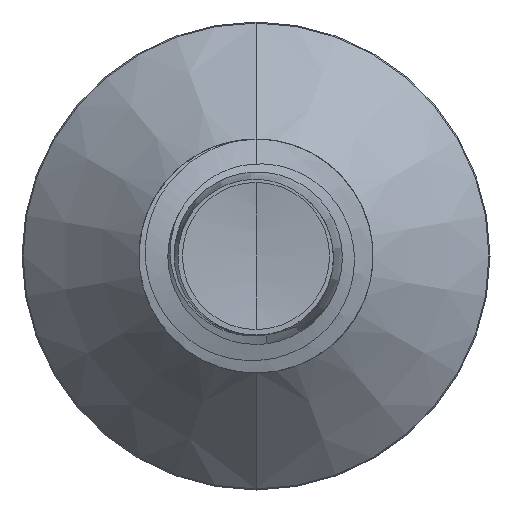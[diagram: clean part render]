
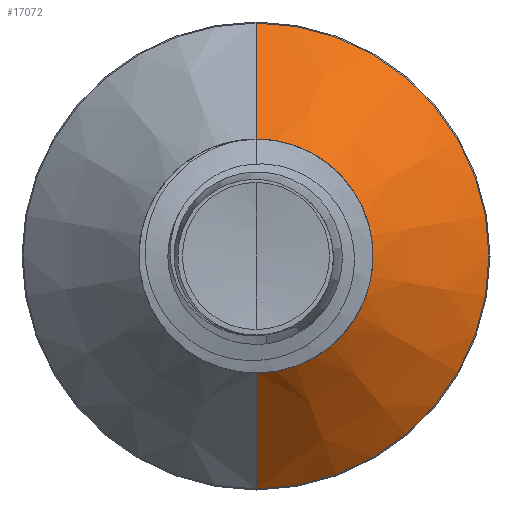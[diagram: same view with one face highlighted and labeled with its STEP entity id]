
A CAD part, front view. The second image highlights one B-rep face of the part: STEP entity #17072.
In plain terms, the highlighted conical face has half-angle 45 degrees and reference radius 0.996 mm.
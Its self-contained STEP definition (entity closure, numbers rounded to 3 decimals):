
#312 = CARTESIAN_POINT ( 'NONE',  ( 0., 6.641, 0. ) ) ;
#315 = DIRECTION ( 'NONE',  ( 0., 1., 0. ) ) ;
#363 = AXIS2_PLACEMENT_3D ( 'NONE', #312, #315, #373 ) ;
#373 = DIRECTION ( 'NONE',  ( 0., 0., 1. ) ) ;
#753 = ORIENTED_EDGE ( 'NONE', *, *, #20452, .T. ) ;
#810 = ORIENTED_EDGE ( 'NONE', *, *, #1611, .F. ) ;
#889 = CARTESIAN_POINT ( 'NONE',  ( 0., 5.646, -0.996 ) ) ;
#1611 = EDGE_CURVE ( 'NONE', #3884, #1883, #12491, .T. ) ;
#1824 = DIRECTION ( 'NONE',  ( 0., 0., 1. ) ) ;
#1883 = VERTEX_POINT ( 'NONE', #3522 ) ;
#2569 = VECTOR ( 'NONE', #9733, 1000. ) ;
#2904 = DIRECTION ( 'NONE',  ( 0., 0.707, -0.707 ) ) ;
#3259 = CARTESIAN_POINT ( 'NONE',  ( 0., 5.646, 0.996 ) ) ;
#3405 = CARTESIAN_POINT ( 'NONE',  ( 0., 6.641, 1.991 ) ) ;
#3522 = CARTESIAN_POINT ( 'NONE',  ( 0., 6.641, -1.991 ) ) ;
#3707 = VERTEX_POINT ( 'NONE', #3259 ) ;
#3884 = VERTEX_POINT ( 'NONE', #3405 ) ;
#4782 = CARTESIAN_POINT ( 'NONE',  ( 0., 5.646, 0. ) ) ;
#5586 = CARTESIAN_POINT ( 'NONE',  ( 0., 5.646, -0.996 ) ) ;
#6098 = CIRCLE ( 'NONE', #19389, 0.996 ) ;
#6552 = VECTOR ( 'NONE', #2904, 1000. ) ;
#6594 = EDGE_LOOP ( 'NONE', ( #9461, #753, #810, #8041 ) ) ;
#6654 = DIRECTION ( 'NONE',  ( 0., 0., 1. ) ) ;
#8041 = ORIENTED_EDGE ( 'NONE', *, *, #17488, .F. ) ;
#9307 = AXIS2_PLACEMENT_3D ( 'NONE', #18451, #9514, #1824 ) ;
#9461 = ORIENTED_EDGE ( 'NONE', *, *, #14838, .T. ) ;
#9514 = DIRECTION ( 'NONE',  ( 0., 1., 0. ) ) ;
#9733 = DIRECTION ( 'NONE',  ( 0., 0.707, 0.707 ) ) ;
#11104 = LINE ( 'NONE', #889, #6552 ) ;
#12158 = VERTEX_POINT ( 'NONE', #5586 ) ;
#12491 = CIRCLE ( 'NONE', #363, 1.991 ) ;
#13025 = FACE_OUTER_BOUND ( 'NONE', #6594, .T. ) ;
#14838 = EDGE_CURVE ( 'NONE', #3707, #12158, #6098, .T. ) ;
#16228 = DIRECTION ( 'NONE',  ( 0., 1., 0. ) ) ;
#17072 = ADVANCED_FACE ( 'NONE', ( #13025 ), #19839, .T. ) ;
#17488 = EDGE_CURVE ( 'NONE', #3707, #3884, #18962, .T. ) ;
#18451 = CARTESIAN_POINT ( 'NONE',  ( 0., 5.646, 0. ) ) ;
#18962 = LINE ( 'NONE', #20074, #2569 ) ;
#19389 = AXIS2_PLACEMENT_3D ( 'NONE', #4782, #16228, #6654 ) ;
#19839 = CONICAL_SURFACE ( 'NONE', #9307, 0.996, 0.785 ) ;
#20074 = CARTESIAN_POINT ( 'NONE',  ( 0., 5.646, 0.996 ) ) ;
#20452 = EDGE_CURVE ( 'NONE', #12158, #1883, #11104, .T. ) ;
